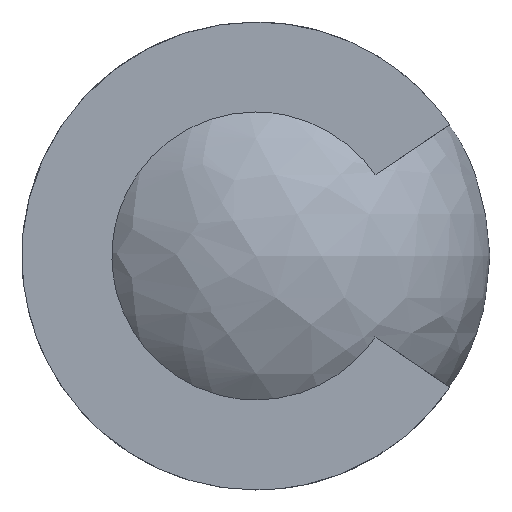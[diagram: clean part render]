
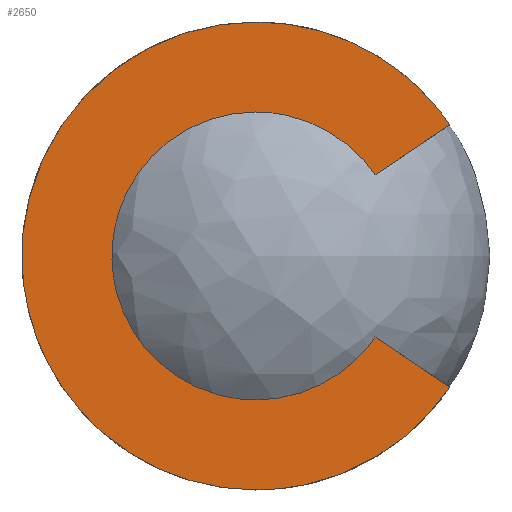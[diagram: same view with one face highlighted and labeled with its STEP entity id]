
A CAD part, left-side view. The second image highlights one B-rep face of the part: STEP entity #2650.
In plain terms, the highlighted free-form (B-spline) face has degree [1, 1] with [2, 2] control points.
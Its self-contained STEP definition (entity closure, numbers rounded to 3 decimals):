
#1480 = CARTESIAN_POINT ('', (0., -10.76, -7.296));
#1490 = VERTEX_POINT ('', #1480);
#1550 = CARTESIAN_POINT ('', (0., 0., -13.));
#1560 = VERTEX_POINT ('', #1550);
#1570 = CARTESIAN_POINT ('', (0., -10.76, -7.296));
#1580 = CARTESIAN_POINT ('', (0., -8.479, -10.659));
#1590 = CARTESIAN_POINT ('', (0., -4.72, -13.));
#1600 = CARTESIAN_POINT ('', (0., 0., -13.));
#1610 = (
   BOUNDED_CURVE ()
   B_SPLINE_CURVE (3, (#1570, #1580, #1590, #1600), .UNSPECIFIED., .F., .U.)
   B_SPLINE_CURVE_WITH_KNOTS ((4, 4), (0., 1.), .UNSPECIFIED.)
   CURVE ()
   GEOMETRIC_REPRESENTATION_ITEM ()
   RATIONAL_B_SPLINE_CURVE ((1., 0.812, 0.699, 0.661))
   REPRESENTATION_ITEM ('')
);
#1620 = EDGE_CURVE ('', #1490, #1560, #1610, .T.);
#1640 = CARTESIAN_POINT ('', (0., 0., 13.));
#1650 = VERTEX_POINT ('', #1640);
#1660 = CARTESIAN_POINT ('', (0., 0., -13.));
#1670 = CARTESIAN_POINT ('', (0., 8.254, -13.));
#1680 = CARTESIAN_POINT ('', (0., 13., -6.954));
#1690 = CARTESIAN_POINT ('', (0., 13., 0.));
#1700 = CARTESIAN_POINT ('', (0., 13., 6.954));
#1710 = CARTESIAN_POINT ('', (0., 8.254, 13.));
#1720 = CARTESIAN_POINT ('', (0., 0., 13.));
#1730 = (
   BOUNDED_CURVE ()
   B_SPLINE_CURVE (3, (#1660, #1670, #1680, #1690, #1700, #1710, #1720), .UNSPECIFIED., .F., .U.)
   B_SPLINE_CURVE_WITH_KNOTS ((4, 3, 4), (0., 0.5, 1.), .UNSPECIFIED.)
   CURVE ()
   GEOMETRIC_REPRESENTATION_ITEM ()
   RATIONAL_B_SPLINE_CURVE ((0.661, 0.604, 0.717, 1., 0.717, 0.604, 0.661))
   REPRESENTATION_ITEM ('')
);
#1740 = EDGE_CURVE ('', #1560, #1650, #1730, .T.);
#1760 = CARTESIAN_POINT ('', (0., -10.76, 7.296));
#1770 = VERTEX_POINT ('', #1760);
#1780 = CARTESIAN_POINT ('', (0., 0., 13.));
#1790 = CARTESIAN_POINT ('', (0., -4.72, 13.));
#1800 = CARTESIAN_POINT ('', (0., -8.479, 10.659));
#1810 = CARTESIAN_POINT ('', (0., -10.76, 7.296));
#1820 = (
   BOUNDED_CURVE ()
   B_SPLINE_CURVE (3, (#1780, #1790, #1800, #1810), .UNSPECIFIED., .F., .U.)
   B_SPLINE_CURVE_WITH_KNOTS ((4, 4), (0., 1.), .UNSPECIFIED.)
   CURVE ()
   GEOMETRIC_REPRESENTATION_ITEM ()
   RATIONAL_B_SPLINE_CURVE ((0.661, 0.699, 0.812, 1.))
   REPRESENTATION_ITEM ('')
);
#1830 = EDGE_CURVE ('', #1650, #1770, #1820, .T.);
#2110 = CARTESIAN_POINT ('', (0., 0., 8.));
#2120 = VERTEX_POINT ('', #2110);
#2130 = CARTESIAN_POINT ('', (0., 0., -8.));
#2140 = VERTEX_POINT ('', #2130);
#2150 = CARTESIAN_POINT ('', (0., 0., 8.));
#2160 = CARTESIAN_POINT ('', (0., 5.079, 8.));
#2170 = CARTESIAN_POINT ('', (0., 8., 4.28));
#2180 = CARTESIAN_POINT ('', (0., 8., 0.));
#2190 = CARTESIAN_POINT ('', (0., 8., -4.28));
#2200 = CARTESIAN_POINT ('', (0., 5.079, -8.));
#2210 = CARTESIAN_POINT ('', (0., 0., -8.));
#2220 = (
   BOUNDED_CURVE ()
   B_SPLINE_CURVE (3, (#2150, #2160, #2170, #2180, #2190, #2200, #2210), .UNSPECIFIED., .F., .U.)
   B_SPLINE_CURVE_WITH_KNOTS ((4, 3, 4), (0., 0.5, 1.), .UNSPECIFIED.)
   CURVE ()
   GEOMETRIC_REPRESENTATION_ITEM ()
   RATIONAL_B_SPLINE_CURVE ((0.662, 0.604, 0.717, 1., 0.717, 0.604, 0.662))
   REPRESENTATION_ITEM ('')
);
#2230 = EDGE_CURVE ('', #2120, #2140, #2220, .T.);
#2240 = ORIENTED_EDGE ('', *, *, #2230, .F.);
#2250 = CARTESIAN_POINT ('', (0., -6.614, 4.5));
#2260 = VERTEX_POINT ('', #2250);
#2270 = CARTESIAN_POINT ('', (0., -6.614, 4.5));
#2280 = CARTESIAN_POINT ('', (0., -5.21, 6.564));
#2290 = CARTESIAN_POINT ('', (0., -2.899, 8.));
#2300 = CARTESIAN_POINT ('', (0., 0., 8.));
#2310 = (
   BOUNDED_CURVE ()
   B_SPLINE_CURVE (3, (#2270, #2280, #2290, #2300), .UNSPECIFIED., .F., .U.)
   B_SPLINE_CURVE_WITH_KNOTS ((4, 4), (0., 1.), .UNSPECIFIED.)
   CURVE ()
   GEOMETRIC_REPRESENTATION_ITEM ()
   RATIONAL_B_SPLINE_CURVE ((1., 0.813, 0.7, 0.662))
   REPRESENTATION_ITEM ('')
);
#2320 = EDGE_CURVE ('', #2260, #2120, #2310, .T.);
#2330 = ORIENTED_EDGE ('', *, *, #2320, .F.);
#2340 = CARTESIAN_POINT ('', (0., -6.614, 4.5));
#2350 = CARTESIAN_POINT ('', (0., -7.996, 5.432));
#2360 = CARTESIAN_POINT ('', (0., -9.378, 6.364));
#2370 = CARTESIAN_POINT ('', (0., -10.76, 7.296));
#2380 = B_SPLINE_CURVE_WITH_KNOTS ('', 3, (#2340, #2350, #2360, #2370), .UNSPECIFIED., .F., .U., (4, 4), (0., 1.), .UNSPECIFIED.);
#2390 = EDGE_CURVE ('', #2260, #1770, #2380, .T.);
#2400 = ORIENTED_EDGE ('', *, *, #2390, .T.);
#2410 = ORIENTED_EDGE ('', *, *, #1830, .F.);
#2420 = ORIENTED_EDGE ('', *, *, #1740, .F.);
#2430 = ORIENTED_EDGE ('', *, *, #1620, .F.);
#2440 = CARTESIAN_POINT ('', (0., -6.614, -4.5));
#2450 = VERTEX_POINT ('', #2440);
#2460 = CARTESIAN_POINT ('', (0., -6.614, -4.5));
#2470 = CARTESIAN_POINT ('', (0., -10.76, -7.296));
#2480 = B_SPLINE_CURVE_WITH_KNOTS ('', 1, (#2460, #2470), .UNSPECIFIED., .F., .U., (2, 2), (0., 1.), .UNSPECIFIED.);
#2490 = EDGE_CURVE ('', #2450, #1490, #2480, .T.);
#2500 = ORIENTED_EDGE ('', *, *, #2490, .F.);
#2510 = CARTESIAN_POINT ('', (0., 0., -8.));
#2520 = CARTESIAN_POINT ('', (0., -2.899, -8.));
#2530 = CARTESIAN_POINT ('', (0., -5.21, -6.564));
#2540 = CARTESIAN_POINT ('', (0., -6.614, -4.5));
#2550 = (
   BOUNDED_CURVE ()
   B_SPLINE_CURVE (3, (#2510, #2520, #2530, #2540), .UNSPECIFIED., .F., .U.)
   B_SPLINE_CURVE_WITH_KNOTS ((4, 4), (0., 1.), .UNSPECIFIED.)
   CURVE ()
   GEOMETRIC_REPRESENTATION_ITEM ()
   RATIONAL_B_SPLINE_CURVE ((0.662, 0.7, 0.813, 1.))
   REPRESENTATION_ITEM ('')
);
#2560 = EDGE_CURVE ('', #2140, #2450, #2550, .T.);
#2570 = ORIENTED_EDGE ('', *, *, #2560, .F.);
#2580 = EDGE_LOOP ('', (#2240, #2330, #2400, #2410, #2420, #2430, #2500, #2570));
#2590 = FACE_OUTER_BOUND ('', #2580, .T.);
#2600 = CARTESIAN_POINT ('', (0., 13.143, 13.156));
#2610 = CARTESIAN_POINT ('', (0., -10.902, 13.156));
#2620 = CARTESIAN_POINT ('', (0., 13.143, -13.156));
#2630 = CARTESIAN_POINT ('', (0., -10.902, -13.156));
#2640 = B_SPLINE_SURFACE_WITH_KNOTS ('', 1, 1, ((#2600, #2610), (#2620, #2630)), .UNSPECIFIED., .F., .F., .U., (2, 2), (2, 2), (0., 1.), (0., 1.), .UNSPECIFIED.);
#2650 = ADVANCED_FACE ('', (#2590), #2640, .T.);
